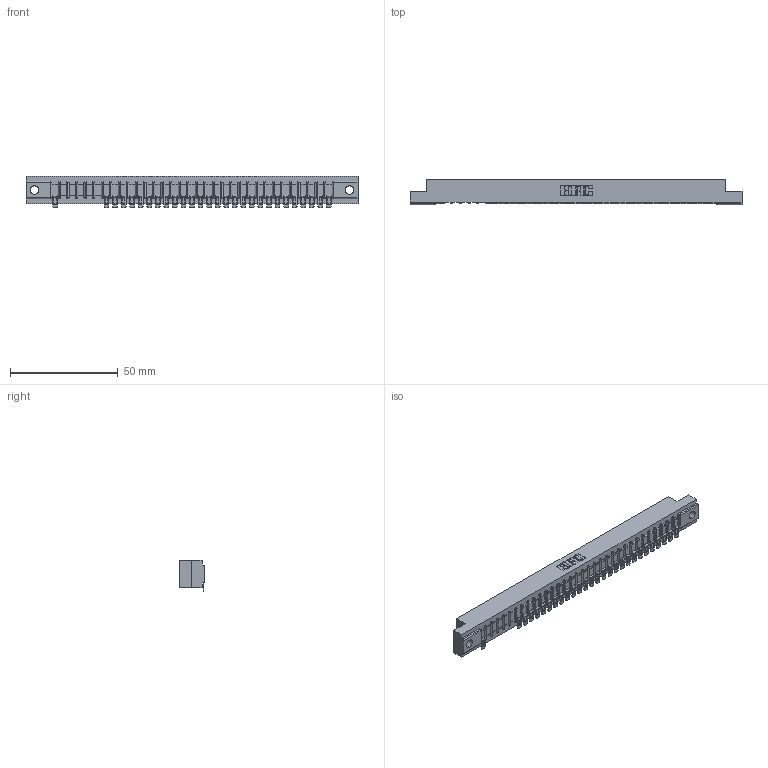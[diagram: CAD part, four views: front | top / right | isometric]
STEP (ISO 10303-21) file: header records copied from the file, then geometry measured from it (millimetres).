
FILE_DESCRIPTION (( 'STEP AP203' ), '1' );
FILE_NAME ('357-033-554-104.STEP', '2018-08-10T01:38:44', ( '' ), ( '' ), 'SwSTEP 2.0', 'SolidWorks 2016', '' );
FILE_SCHEMA (( 'CONFIG_CONTROL_DESIGN' ));
Length unit declared in the file: inch
Products named in the file (3): 307 Part_.156 Dia Mounting Holes; 307-290-002_554; 357-033-554-104
Assembly tree (29 placements, depth 2):
  357-033-554-104
    307 Part_.156 Dia Mounting Holes
    307-290-002_554  x28
Bounding box: 153.77 x 12.01 x 14.52 mm (x, y, z)
Volume: 16147.8 mm3; surface area: 19123.5 mm2
Topology: 29 solids, 29 shells, 2534 faces, 7763 edges, 5082 vertices
Faces by surface type: plane 1432, cylinder 1034, sphere 68
Entity records: 30623 total; most frequent: CARTESIAN_POINT 5191, ORIENTED_EDGE 5184, DIRECTION 5040, EDGE_CURVE 2592, VECTOR 1982, LINE 1982, VERTEX_POINT 1680, AXIS2_PLACEMENT_3D 1529
